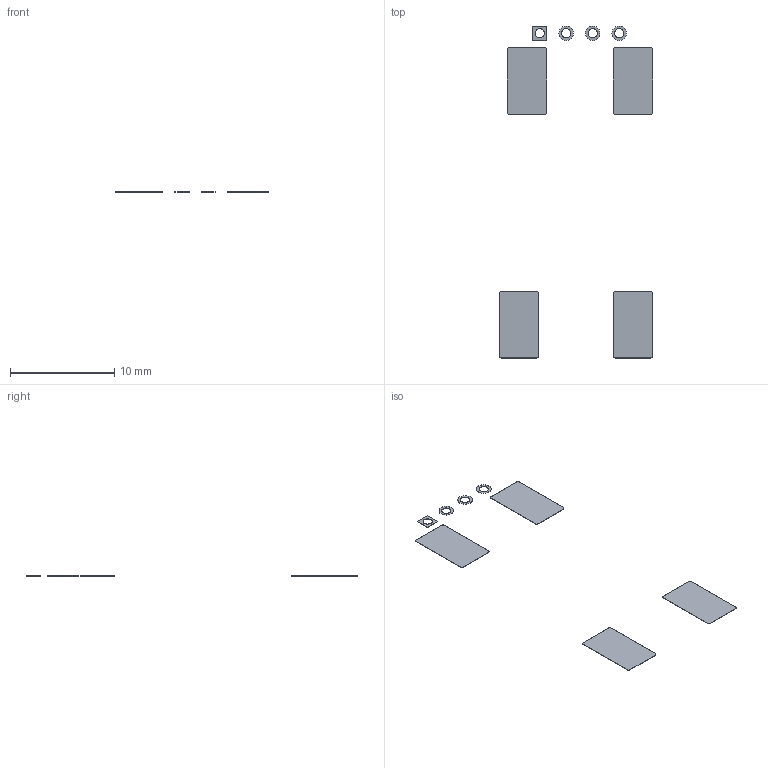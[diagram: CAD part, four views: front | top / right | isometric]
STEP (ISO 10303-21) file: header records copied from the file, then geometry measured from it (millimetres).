
FILE_DESCRIPTION (( 'STEP AP203' ), '1' );
FILE_NAME ('NEO-6M_v100-bottom.STEP_Default_sldprt.STEP', '2023-07-18T01:04:01', ( '' ), ( '' ), 'SwSTEP 2.0', 'SolidWorks 2022', '' );
FILE_SCHEMA (( 'CONFIG_CONTROL_DESIGN' ));
Length unit declared in the file: millimetre
Products named in the file (1): NEO-6M_v100-bottom.STEP_Default_sldprt
Bounding box: 14.74 x 31.82 x 0.04 mm (x, y, z)
Volume: 3.5 mm3; surface area: 205.9 mm2
Topology: 8 solids, 8 shells, 180 faces, 492 edges, 328 vertices
Faces by surface type: plane 172, cylinder 8
Entity records: 5671 total; most frequent: CARTESIAN_POINT 1001, ORIENTED_EDGE 984, DIRECTION 870, EDGE_CURVE 492, LINE 476, VECTOR 476, VERTEX_POINT 328, AXIS2_PLACEMENT_3D 197
